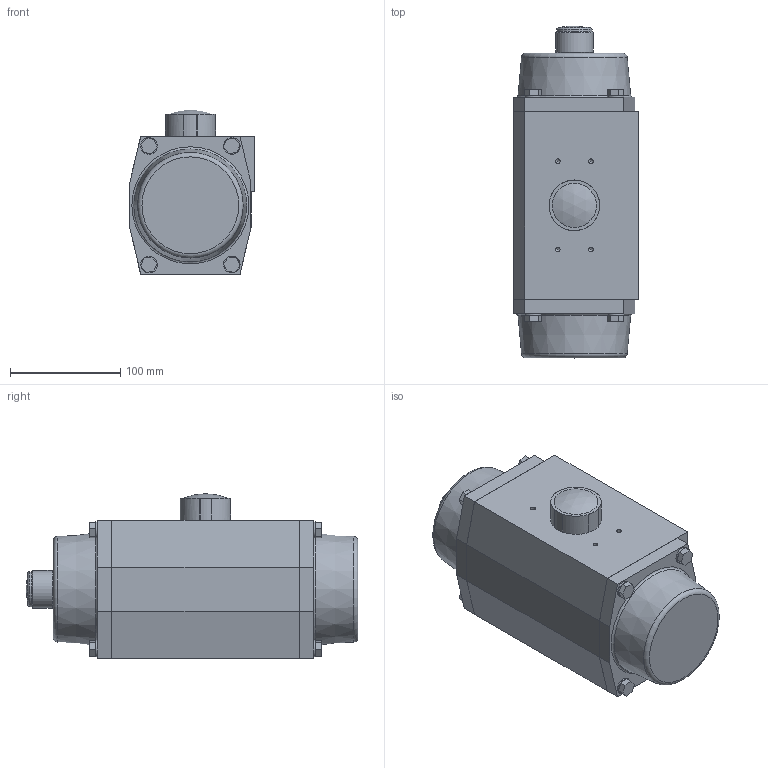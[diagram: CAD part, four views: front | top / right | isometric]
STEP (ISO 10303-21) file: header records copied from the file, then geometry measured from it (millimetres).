
FILE_DESCRIPTION( ( 'STEP AP214' ), '1' );
FILE_NAME( ' ', ' ', ( ' ' ), ( ' ' ), 'PSStep 11.0', 'VISI 17.0', ' ' );
FILE_SCHEMA( ( 'AUTOMOTIVE_DESIGN { 1 0 10303 214 1 1 1 1 }' ) );
Length unit declared in the file: millimetre
Products named in the file (1): 1
Bounding box: 113 x 300.6 x 149.01 mm (x, y, z)
Volume: 3241550.5 mm3; surface area: 152583.9 mm2
Topology: 1 solids, 1 shells, 281 faces, 664 edges, 403 vertices
Faces by surface type: plane 216, cylinder 36, cone 22, torus 5, sphere 2
Full cylindrical faces by diameter (mm): 4.2 x8, 6.8 x4, 8.5 x4, 11.445 x2, 15 x8, 32 x1, 34 x1, 37.5 x1, 45 x1, 45.8 x1, 55 x1
Entity records: 9682 total; most frequent: DIRECTION 1315, CARTESIAN_POINT 1245, ORIENTED_EDGE 1146, EDGE_CURVE 573, AXIS2_PLACEMENT_3D 460, LINE 395, VECTOR 395, VERTEX_POINT 390
